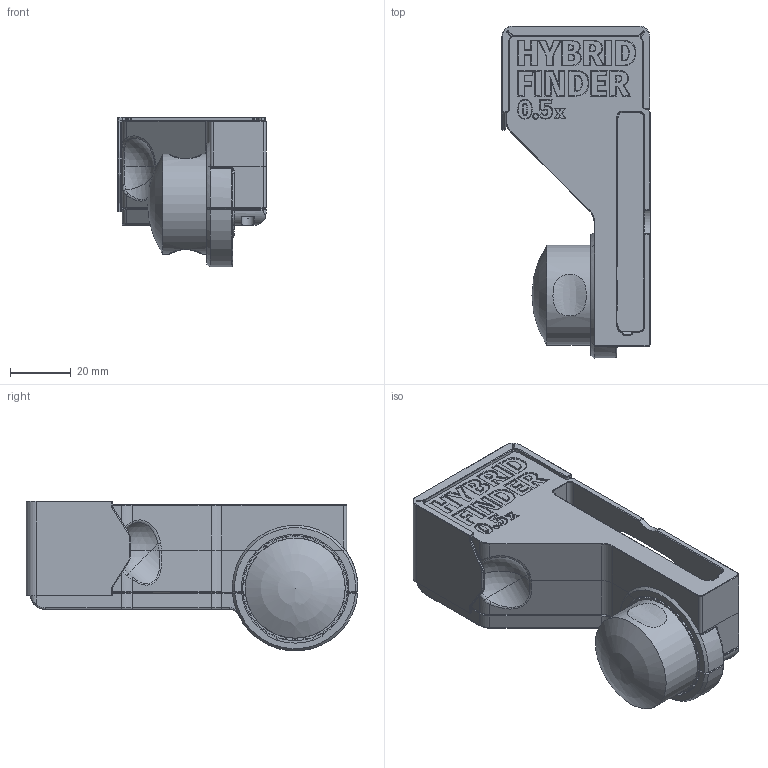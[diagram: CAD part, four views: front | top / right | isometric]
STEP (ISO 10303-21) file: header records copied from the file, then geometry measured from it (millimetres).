
FILE_DESCRIPTION(/* description */ (''),/* implementation_level */ '2;1');
FILE_NAME(/* name */ 'HybridViewfinder v127.step',/* time_stamp */ '2023-02-22T17:43:48+01:00',/* author */ (''),/* organization */ (''),/* preprocessor_version */ 'ST-DEVELOPER v19.2',/* originating_system */ 'Autodesk Translation Framework v11.17.0.187',/* authorisation */ '');
FILE_SCHEMA (('AUTOMOTIVE_DESIGN { 1 0 10303 214 3 1 1 }'));
Length unit declared in the file: millimetre
Products named in the file (5): HybridViewfinder; HybridViewfinder_LGG6_rot; RotatingBase; Blob; Cap
Assembly tree (4 placements, depth 2):
  HybridViewfinder
    HybridViewfinder_LGG6_rot
    RotatingBase
    Blob
    Cap
Bounding box: 48.9 x 109.52 x 49.37 mm (x, y, z)
Volume: 96401.3 mm3; surface area: 54498.8 mm2
Topology: 10 solids, 10 shells, 1441 faces, 3648 edges, 2259 vertices
Faces by surface type: plane 706, cylinder 314, bspline 225, cone 133, torus 56, sphere 7
Full cylindrical faces by diameter (mm): 1.9 x4, 2.3 x8, 4.2 x2, 20 x1, 20.2 x2, 23 x1, 27 x1, 33 x1, 34.6 x1
Entity records: 50235 total; most frequent: CARTESIAN_POINT 16636, ORIENTED_EDGE 7284, DIRECTION 6507, EDGE_CURVE 3642, VERTEX_POINT 2259, AXIS2_PLACEMENT_3D 2219, LINE 2069, VECTOR 2069
